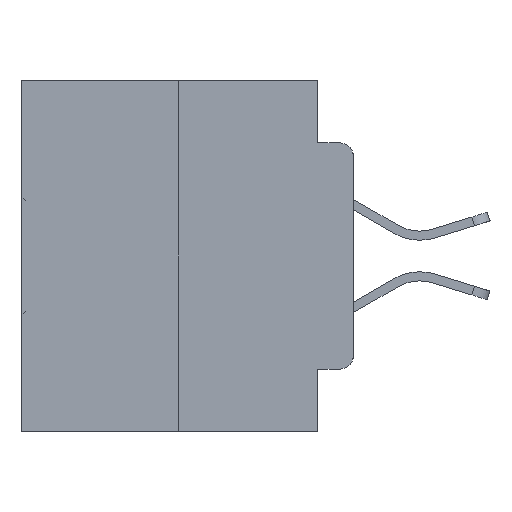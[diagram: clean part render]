
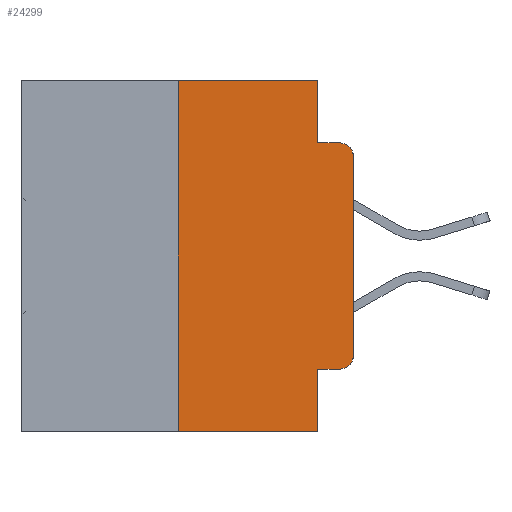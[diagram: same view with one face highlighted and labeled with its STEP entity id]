
A CAD part, left-side view. The second image highlights one B-rep face of the part: STEP entity #24299.
In plain terms, the highlighted planar face has unit normal (-1, 0, 0).
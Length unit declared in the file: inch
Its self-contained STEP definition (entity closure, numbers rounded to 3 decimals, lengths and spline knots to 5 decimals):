
#98 = VECTOR ( 'NONE', #19099, 39.37008 ) ;
#248 = EDGE_CURVE ( 'NONE', #2144, #32011, #29824, .T. ) ;
#1004 = ORIENTED_EDGE ( 'NONE', *, *, #21042, .F. ) ;
#1163 = VERTEX_POINT ( 'NONE', #20159 ) ;
#1839 = VECTOR ( 'NONE', #25806, 39.37008 ) ;
#2044 = FACE_OUTER_BOUND ( 'NONE', #30138, .T. ) ;
#2144 = VERTEX_POINT ( 'NONE', #32113 ) ;
#2517 = DIRECTION ( 'NONE',  ( 0., -1., 0. ) ) ;
#2570 = EDGE_CURVE ( 'NONE', #29307, #15759, #18734, .T. ) ;
#3313 = VERTEX_POINT ( 'NONE', #19208 ) ;
#3616 = ORIENTED_EDGE ( 'NONE', *, *, #7794, .F. ) ;
#3662 = VECTOR ( 'NONE', #17737, 39.37008 ) ;
#3880 = LINE ( 'NONE', #9705, #29013 ) ;
#4609 = DIRECTION ( 'NONE',  ( 0., 0., -1. ) ) ;
#4794 = DIRECTION ( 'NONE',  ( 0., -1., 0. ) ) ;
#4885 = CARTESIAN_POINT ( 'NONE',  ( 0., 0.25, 0. ) ) ;
#4948 = DIRECTION ( 'NONE',  ( -1., 0., 0. ) ) ;
#4959 = DIRECTION ( 'NONE',  ( -1., 0., 0. ) ) ;
#6636 = ORIENTED_EDGE ( 'NONE', *, *, #248, .T. ) ;
#7794 = EDGE_CURVE ( 'NONE', #9957, #25385, #10910, .T. ) ;
#7917 = CARTESIAN_POINT ( 'NONE',  ( 0., 0., 0. ) ) ;
#8490 = LINE ( 'NONE', #7917, #1839 ) ;
#9705 = CARTESIAN_POINT ( 'NONE',  ( 0., 0.051, -0.0885 ) ) ;
#9957 = VERTEX_POINT ( 'NONE', #21171 ) ;
#10169 = VERTEX_POINT ( 'NONE', #22491 ) ;
#10216 = EDGE_CURVE ( 'NONE', #10169, #29307, #11716, .T. ) ;
#10328 = LINE ( 'NONE', #22679, #3662 ) ;
#10910 = LINE ( 'NONE', #17889, #20729 ) ;
#11003 = LINE ( 'NONE', #16914, #98 ) ;
#11293 = VECTOR ( 'NONE', #25113, 39.37008 ) ;
#11424 = VECTOR ( 'NONE', #22329, 39.37008 ) ;
#11637 = CARTESIAN_POINT ( 'NONE',  ( 0., 0.473, 0. ) ) ;
#11716 = LINE ( 'NONE', #17332, #11293 ) ;
#12302 = CARTESIAN_POINT ( 'NONE',  ( 0., 0.02, -0.1085 ) ) ;
#13387 = LINE ( 'NONE', #4885, #11424 ) ;
#14109 = ORIENTED_EDGE ( 'NONE', *, *, #31589, .F. ) ;
#14364 = CARTESIAN_POINT ( 'NONE',  ( 0., 0.25, -0.5 ) ) ;
#14500 = AXIS2_PLACEMENT_3D ( 'NONE', #15050, #4959, #29737 ) ;
#15050 = CARTESIAN_POINT ( 'NONE',  ( 0., 0.02, -0.3915 ) ) ;
#15759 = VERTEX_POINT ( 'NONE', #17307 ) ;
#16527 = LINE ( 'NONE', #27559, #25941 ) ;
#16914 = CARTESIAN_POINT ( 'NONE',  ( 0., 0.473, -0.5 ) ) ;
#17011 = EDGE_CURVE ( 'NONE', #15759, #2144, #8490, .T. ) ;
#17307 = CARTESIAN_POINT ( 'NONE',  ( 0., 0., -0.3915 ) ) ;
#17332 = CARTESIAN_POINT ( 'NONE',  ( 0., 0.051, -0.4115 ) ) ;
#17737 = DIRECTION ( 'NONE',  ( 0., 0., -1. ) ) ;
#17889 = CARTESIAN_POINT ( 'NONE',  ( 0., 0.051, 0. ) ) ;
#18734 = CIRCLE ( 'NONE', #14500, 0.02 ) ;
#19099 = DIRECTION ( 'NONE',  ( 0., -1., 0. ) ) ;
#19199 = PLANE ( 'NONE',  #23308 ) ;
#19208 = CARTESIAN_POINT ( 'NONE',  ( 0., 0.051, -0.5 ) ) ;
#20159 = CARTESIAN_POINT ( 'NONE',  ( 0., 0.25, 0. ) ) ;
#20729 = VECTOR ( 'NONE', #30509, 39.37008 ) ;
#21042 = EDGE_CURVE ( 'NONE', #25250, #1163, #13387, .T. ) ;
#21171 = CARTESIAN_POINT ( 'NONE',  ( 0., 0.051, 0. ) ) ;
#21467 = ORIENTED_EDGE ( 'NONE', *, *, #2570, .T. ) ;
#21622 = EDGE_CURVE ( 'NONE', #25250, #3313, #11003, .T. ) ;
#22329 = DIRECTION ( 'NONE',  ( 0., 0., 1. ) ) ;
#22414 = AXIS2_PLACEMENT_3D ( 'NONE', #12302, #4948, #4609 ) ;
#22491 = CARTESIAN_POINT ( 'NONE',  ( 0., 0.051, -0.4115 ) ) ;
#22679 = CARTESIAN_POINT ( 'NONE',  ( 0., 0.051, 0. ) ) ;
#23308 = AXIS2_PLACEMENT_3D ( 'NONE', #11637, #24131, #29305 ) ;
#24131 = DIRECTION ( 'NONE',  ( 1., 0., 0. ) ) ;
#24299 = ADVANCED_FACE ( 'NONE', ( #2044 ), #19199, .F. ) ;
#24584 = ORIENTED_EDGE ( 'NONE', *, *, #28666, .F. ) ;
#25113 = DIRECTION ( 'NONE',  ( 0., -1., 0. ) ) ;
#25188 = CARTESIAN_POINT ( 'NONE',  ( 0., 0.051, -0.0885 ) ) ;
#25250 = VERTEX_POINT ( 'NONE', #14364 ) ;
#25385 = VERTEX_POINT ( 'NONE', #25188 ) ;
#25806 = DIRECTION ( 'NONE',  ( 0., 0., 1. ) ) ;
#25941 = VECTOR ( 'NONE', #2517, 39.37008 ) ;
#26723 = EDGE_CURVE ( 'NONE', #1163, #9957, #16527, .T. ) ;
#26955 = ORIENTED_EDGE ( 'NONE', *, *, #26723, .F. ) ;
#27358 = CARTESIAN_POINT ( 'NONE',  ( 0., 0.02, -0.4115 ) ) ;
#27559 = CARTESIAN_POINT ( 'NONE',  ( 0., 0.473, 0. ) ) ;
#27801 = ORIENTED_EDGE ( 'NONE', *, *, #10216, .T. ) ;
#28666 = EDGE_CURVE ( 'NONE', #25385, #32011, #3880, .T. ) ;
#29013 = VECTOR ( 'NONE', #4794, 39.37008 ) ;
#29128 = CARTESIAN_POINT ( 'NONE',  ( 0., 0.02, -0.0885 ) ) ;
#29305 = DIRECTION ( 'NONE',  ( 0., 0., -1. ) ) ;
#29307 = VERTEX_POINT ( 'NONE', #27358 ) ;
#29737 = DIRECTION ( 'NONE',  ( 0., 0., -1. ) ) ;
#29824 = CIRCLE ( 'NONE', #22414, 0.02 ) ;
#30138 = EDGE_LOOP ( 'NONE', ( #31188, #6636, #24584, #3616, #26955, #1004, #30266, #14109, #27801, #21467 ) ) ;
#30266 = ORIENTED_EDGE ( 'NONE', *, *, #21622, .T. ) ;
#30509 = DIRECTION ( 'NONE',  ( 0., 0., -1. ) ) ;
#31188 = ORIENTED_EDGE ( 'NONE', *, *, #17011, .T. ) ;
#31589 = EDGE_CURVE ( 'NONE', #10169, #3313, #10328, .T. ) ;
#32011 = VERTEX_POINT ( 'NONE', #29128 ) ;
#32113 = CARTESIAN_POINT ( 'NONE',  ( 0., 0., -0.1085 ) ) ;
